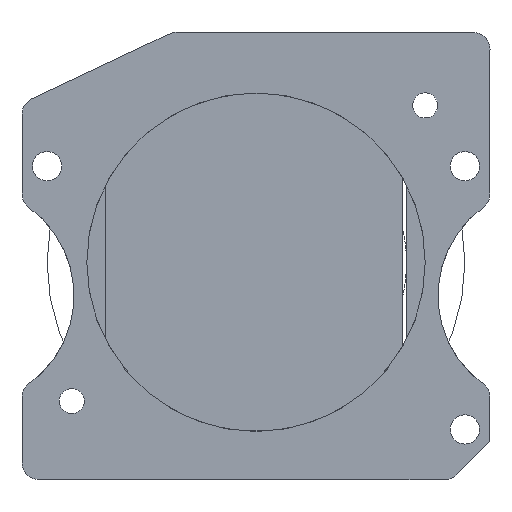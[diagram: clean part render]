
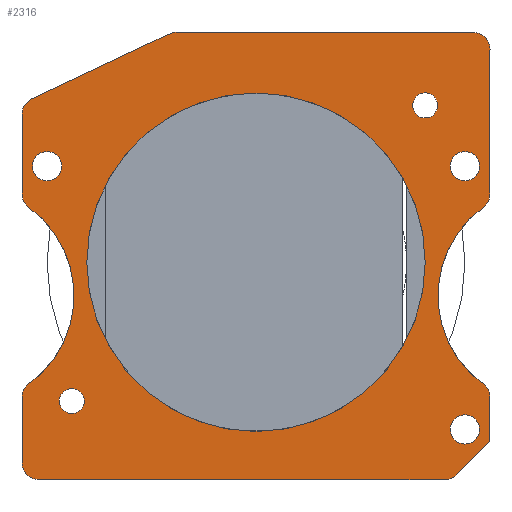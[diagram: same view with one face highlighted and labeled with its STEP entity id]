
A CAD part, front view. The second image highlights one B-rep face of the part: STEP entity #2316.
In plain terms, the highlighted planar face has unit normal (0, -1, 0).
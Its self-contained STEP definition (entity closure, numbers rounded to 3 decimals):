
#26=FACE_BOUND('',#297,.T.);
#27=FACE_BOUND('',#298,.T.);
#28=FACE_BOUND('',#299,.T.);
#29=FACE_BOUND('',#300,.T.);
#30=FACE_BOUND('',#301,.T.);
#31=FACE_BOUND('',#302,.T.);
#65=PLANE('',#2538);
#166=FACE_OUTER_BOUND('',#296,.T.);
#296=EDGE_LOOP('',(#1869,#1870,#1871,#1872,#1873,#1874,#1875,#1876,#1877,
#1878,#1879,#1880,#1881,#1882,#1883,#1884,#1885,#1886,#1887));
#297=EDGE_LOOP('',(#1888));
#298=EDGE_LOOP('',(#1889));
#299=EDGE_LOOP('',(#1890));
#300=EDGE_LOOP('',(#1891));
#301=EDGE_LOOP('',(#1892));
#302=EDGE_LOOP('',(#1893));
#440=LINE('',#3664,#646);
#443=LINE('',#3673,#649);
#447=LINE('',#3687,#653);
#455=LINE('',#3705,#661);
#458=LINE('',#3713,#664);
#464=LINE('',#3738,#670);
#465=LINE('',#3740,#671);
#472=LINE('',#3784,#678);
#646=VECTOR('',#2919,10.);
#649=VECTOR('',#2928,10.);
#653=VECTOR('',#2944,10.);
#661=VECTOR('',#2962,10.);
#664=VECTOR('',#2971,10.);
#670=VECTOR('',#3009,10.);
#671=VECTOR('',#3012,10.);
#678=VECTOR('',#3075,10.);
#832=CIRCLE('',#2460,13.);
#834=CIRCLE('',#2463,2.);
#837=CIRCLE('',#2468,13.);
#838=CIRCLE('',#2470,2.);
#840=CIRCLE('',#2474,2.);
#841=CIRCLE('',#2477,2.);
#842=CIRCLE('',#2480,2.);
#845=CIRCLE('',#2486,2.);
#846=CIRCLE('',#2488,2.);
#847=CIRCLE('',#2491,2.);
#848=CIRCLE('',#2494,2.);
#849=CIRCLE('',#2496,1.5);
#850=CIRCLE('',#2498,1.5);
#863=CIRCLE('',#2530,1.75);
#864=CIRCLE('',#2532,1.75);
#865=CIRCLE('',#2534,20.25);
#866=CIRCLE('',#2536,1.75);
#1007=VERTEX_POINT('',#3619);
#1008=VERTEX_POINT('',#3621);
#1011=VERTEX_POINT('',#3628);
#1012=VERTEX_POINT('',#3630);
#1013=VERTEX_POINT('',#3638);
#1015=VERTEX_POINT('',#3644);
#1017=VERTEX_POINT('',#3652);
#1018=VERTEX_POINT('',#3654);
#1021=VERTEX_POINT('',#3662);
#1022=VERTEX_POINT('',#3666);
#1023=VERTEX_POINT('',#3668);
#1024=VERTEX_POINT('',#3672);
#1025=VERTEX_POINT('',#3676);
#1028=VERTEX_POINT('',#3686);
#1031=VERTEX_POINT('',#3697);
#1032=VERTEX_POINT('',#3699);
#1033=VERTEX_POINT('',#3703);
#1034=VERTEX_POINT('',#3707);
#1035=VERTEX_POINT('',#3711);
#1036=VERTEX_POINT('',#3717);
#1037=VERTEX_POINT('',#3721);
#1044=VERTEX_POINT('',#3768);
#1045=VERTEX_POINT('',#3772);
#1046=VERTEX_POINT('',#3776);
#1047=VERTEX_POINT('',#3780);
#1265=EDGE_CURVE('',#1008,#1007,#832,.T.);
#1269=EDGE_CURVE('',#1011,#1012,#834,.T.);
#1274=EDGE_CURVE('',#1013,#1012,#837,.T.);
#1277=EDGE_CURVE('',#1013,#1015,#838,.T.);
#1282=EDGE_CURVE('',#1017,#1018,#840,.T.);
#1287=EDGE_CURVE('',#1021,#1017,#440,.T.);
#1289=EDGE_CURVE('',#1022,#1023,#841,.T.);
#1291=EDGE_CURVE('',#1024,#1023,#443,.T.);
#1293=EDGE_CURVE('',#1008,#1025,#842,.T.);
#1298=EDGE_CURVE('',#1028,#1025,#447,.T.);
#1303=EDGE_CURVE('',#1024,#1007,#845,.T.);
#1305=EDGE_CURVE('',#1031,#1032,#846,.T.);
#1308=EDGE_CURVE('',#1033,#1031,#455,.T.);
#1310=EDGE_CURVE('',#1034,#1033,#847,.T.);
#1312=EDGE_CURVE('',#1035,#1034,#458,.T.);
#1313=EDGE_CURVE('',#1028,#1035,#848,.T.);
#1315=EDGE_CURVE('',#1036,#1036,#849,.T.);
#1317=EDGE_CURVE('',#1037,#1037,#850,.T.);
#1323=EDGE_CURVE('',#1011,#1032,#464,.T.);
#1324=EDGE_CURVE('',#1021,#1015,#465,.T.);
#1338=EDGE_CURVE('',#1044,#1044,#863,.T.);
#1340=EDGE_CURVE('',#1045,#1045,#864,.T.);
#1342=EDGE_CURVE('',#1046,#1046,#865,.T.);
#1344=EDGE_CURVE('',#1047,#1047,#866,.T.);
#1345=EDGE_CURVE('',#1018,#1022,#472,.T.);
#1869=ORIENTED_EDGE('',*,*,#1269,.F.);
#1870=ORIENTED_EDGE('',*,*,#1323,.T.);
#1871=ORIENTED_EDGE('',*,*,#1305,.F.);
#1872=ORIENTED_EDGE('',*,*,#1308,.F.);
#1873=ORIENTED_EDGE('',*,*,#1310,.F.);
#1874=ORIENTED_EDGE('',*,*,#1312,.F.);
#1875=ORIENTED_EDGE('',*,*,#1313,.F.);
#1876=ORIENTED_EDGE('',*,*,#1298,.T.);
#1877=ORIENTED_EDGE('',*,*,#1293,.F.);
#1878=ORIENTED_EDGE('',*,*,#1265,.T.);
#1879=ORIENTED_EDGE('',*,*,#1303,.F.);
#1880=ORIENTED_EDGE('',*,*,#1291,.T.);
#1881=ORIENTED_EDGE('',*,*,#1289,.F.);
#1882=ORIENTED_EDGE('',*,*,#1345,.F.);
#1883=ORIENTED_EDGE('',*,*,#1282,.F.);
#1884=ORIENTED_EDGE('',*,*,#1287,.F.);
#1885=ORIENTED_EDGE('',*,*,#1324,.T.);
#1886=ORIENTED_EDGE('',*,*,#1277,.F.);
#1887=ORIENTED_EDGE('',*,*,#1274,.T.);
#1888=ORIENTED_EDGE('',*,*,#1315,.T.);
#1889=ORIENTED_EDGE('',*,*,#1317,.T.);
#1890=ORIENTED_EDGE('',*,*,#1344,.F.);
#1891=ORIENTED_EDGE('',*,*,#1342,.F.);
#1892=ORIENTED_EDGE('',*,*,#1340,.F.);
#1893=ORIENTED_EDGE('',*,*,#1338,.F.);
#2316=ADVANCED_FACE('',(#166,#26,#27,#28,#29,#30,#31),#65,.F.);
#2460=AXIS2_PLACEMENT_3D('',#3622,#2874,#2875);
#2463=AXIS2_PLACEMENT_3D('',#3631,#2882,#2883);
#2468=AXIS2_PLACEMENT_3D('',#3639,#2894,#2895);
#2470=AXIS2_PLACEMENT_3D('',#3645,#2900,#2901);
#2474=AXIS2_PLACEMENT_3D('',#3655,#2911,#2912);
#2477=AXIS2_PLACEMENT_3D('',#3669,#2923,#2924);
#2480=AXIS2_PLACEMENT_3D('',#3677,#2932,#2933);
#2486=AXIS2_PLACEMENT_3D('',#3695,#2951,#2952);
#2488=AXIS2_PLACEMENT_3D('',#3700,#2956,#2957);
#2491=AXIS2_PLACEMENT_3D('',#3709,#2966,#2967);
#2494=AXIS2_PLACEMENT_3D('',#3715,#2974,#2975);
#2496=AXIS2_PLACEMENT_3D('',#3719,#2979,#2980);
#2498=AXIS2_PLACEMENT_3D('',#3723,#2984,#2985);
#2530=AXIS2_PLACEMENT_3D('',#3770,#3056,#3057);
#2532=AXIS2_PLACEMENT_3D('',#3774,#3061,#3062);
#2534=AXIS2_PLACEMENT_3D('',#3778,#3066,#3067);
#2536=AXIS2_PLACEMENT_3D('',#3782,#3071,#3072);
#2538=AXIS2_PLACEMENT_3D('',#3785,#3076,#3077);
#2874=DIRECTION('center_axis',(0.,1.,0.));
#2875=DIRECTION('ref_axis',(-1.,0.,0.));
#2882=DIRECTION('center_axis',(0.,1.,0.));
#2883=DIRECTION('ref_axis',(0.89,0.,-0.456));
#2894=DIRECTION('center_axis',(0.,1.,0.));
#2895=DIRECTION('ref_axis',(-1.,0.,0.));
#2900=DIRECTION('center_axis',(0.,1.,0.));
#2901=DIRECTION('ref_axis',(0.89,0.,0.456));
#2911=DIRECTION('center_axis',(0.,1.,0.));
#2912=DIRECTION('ref_axis',(0.383,0.,-0.924));
#2919=DIRECTION('',(-0.707,0.,-0.707));
#2923=DIRECTION('center_axis',(0.,1.,0.));
#2924=DIRECTION('ref_axis',(-0.707,0.,-0.707));
#2928=DIRECTION('',(0.,0.,-1.));
#2932=DIRECTION('center_axis',(0.,1.,0.));
#2933=DIRECTION('ref_axis',(-0.89,0.,-0.456));
#2944=DIRECTION('',(0.,0.,-1.));
#2951=DIRECTION('center_axis',(0.,1.,0.));
#2952=DIRECTION('ref_axis',(-0.89,0.,0.456));
#2956=DIRECTION('center_axis',(0.,1.,0.));
#2957=DIRECTION('ref_axis',(0.707,0.,0.707));
#2962=DIRECTION('',(1.,0.,0.));
#2966=DIRECTION('center_axis',(0.,1.,0.));
#2967=DIRECTION('ref_axis',(-0.219,0.,0.976));
#2971=DIRECTION('',(0.904,0.,0.427));
#2974=DIRECTION('center_axis',(0.,1.,0.));
#2975=DIRECTION('ref_axis',(-0.845,0.,0.535));
#2979=DIRECTION('center_axis',(0.,1.,0.));
#2980=DIRECTION('ref_axis',(-1.,0.,0.));
#2984=DIRECTION('center_axis',(0.,1.,0.));
#2985=DIRECTION('ref_axis',(-1.,0.,0.));
#3009=DIRECTION('',(0.,0.,1.));
#3012=DIRECTION('',(0.,0.,1.));
#3056=DIRECTION('center_axis',(0.,-1.,0.));
#3057=DIRECTION('ref_axis',(-1.,0.,0.));
#3061=DIRECTION('center_axis',(0.,-1.,0.));
#3062=DIRECTION('ref_axis',(-1.,0.,0.));
#3066=DIRECTION('center_axis',(0.,-1.,0.));
#3067=DIRECTION('ref_axis',(-1.,0.,0.));
#3071=DIRECTION('center_axis',(0.,-1.,0.));
#3072=DIRECTION('ref_axis',(-1.,0.,0.));
#3075=DIRECTION('',(-1.,0.,0.));
#3076=DIRECTION('center_axis',(0.,1.,0.));
#3077=DIRECTION('ref_axis',(-1.,0.,0.));
#3619=CARTESIAN_POINT('',(-27.169,7.,-14.546));
#3621=CARTESIAN_POINT('',(-27.169,7.,6.546));
#3622=CARTESIAN_POINT('Origin',(-34.771,7.,-4.));
#3628=CARTESIAN_POINT('',(28.,7.,8.169));
#3630=CARTESIAN_POINT('',(27.169,7.,6.546));
#3631=CARTESIAN_POINT('Origin',(26.,7.,8.169));
#3638=CARTESIAN_POINT('',(27.169,7.,-14.546));
#3639=CARTESIAN_POINT('Origin',(34.771,7.,-4.));
#3644=CARTESIAN_POINT('',(28.,7.,-16.169));
#3645=CARTESIAN_POINT('Origin',(26.,7.,-16.169));
#3652=CARTESIAN_POINT('',(24.033,7.,-25.414));
#3654=CARTESIAN_POINT('',(22.619,7.,-26.));
#3655=CARTESIAN_POINT('Origin',(22.619,7.,-24.));
#3662=CARTESIAN_POINT('',(28.,7.,-21.447));
#3664=CARTESIAN_POINT('',(28.,7.,-21.447));
#3666=CARTESIAN_POINT('',(-26.,7.,-26.));
#3668=CARTESIAN_POINT('',(-28.,7.,-24.));
#3669=CARTESIAN_POINT('Origin',(-26.,7.,-24.));
#3672=CARTESIAN_POINT('',(-28.,7.,-16.169));
#3673=CARTESIAN_POINT('',(-28.,7.,-12.945));
#3676=CARTESIAN_POINT('',(-28.,7.,8.169));
#3677=CARTESIAN_POINT('Origin',(-26.,7.,8.169));
#3686=CARTESIAN_POINT('',(-28.,7.,17.733));
#3687=CARTESIAN_POINT('',(-28.,7.,-12.945));
#3695=CARTESIAN_POINT('Origin',(-26.,7.,-16.169));
#3697=CARTESIAN_POINT('',(26.,7.,27.5));
#3699=CARTESIAN_POINT('',(28.,7.,25.5));
#3700=CARTESIAN_POINT('Origin',(26.,7.,25.5));
#3703=CARTESIAN_POINT('',(-9.552,7.,27.5));
#3705=CARTESIAN_POINT('',(-10.,7.,27.5));
#3707=CARTESIAN_POINT('',(-10.406,7.,27.308));
#3709=CARTESIAN_POINT('Origin',(-9.552,7.,25.5));
#3711=CARTESIAN_POINT('',(-26.854,7.,19.541));
#3713=CARTESIAN_POINT('',(-28.,7.,19.));
#3715=CARTESIAN_POINT('Origin',(-26.,7.,17.733));
#3717=CARTESIAN_POINT('',(21.739,7.,18.768));
#3719=CARTESIAN_POINT('Origin',(20.239,7.,18.768));
#3721=CARTESIAN_POINT('',(-20.54,7.,-16.611));
#3723=CARTESIAN_POINT('Origin',(-22.04,7.,-16.611));
#3738=CARTESIAN_POINT('',(28.,7.,14.146));
#3740=CARTESIAN_POINT('',(28.,7.,14.146));
#3768=CARTESIAN_POINT('',(26.75,7.,-20.));
#3770=CARTESIAN_POINT('Origin',(25.,7.,-20.));
#3772=CARTESIAN_POINT('',(-23.25,7.,11.5));
#3774=CARTESIAN_POINT('Origin',(-25.,7.,11.5));
#3776=CARTESIAN_POINT('',(20.25,7.,0.002));
#3778=CARTESIAN_POINT('Origin',(0.,7.,0.002));
#3780=CARTESIAN_POINT('',(26.75,7.,11.5));
#3782=CARTESIAN_POINT('Origin',(25.,7.,11.5));
#3784=CARTESIAN_POINT('',(23.447,7.,-26.));
#3785=CARTESIAN_POINT('Origin',(0.,7.,0.75));
